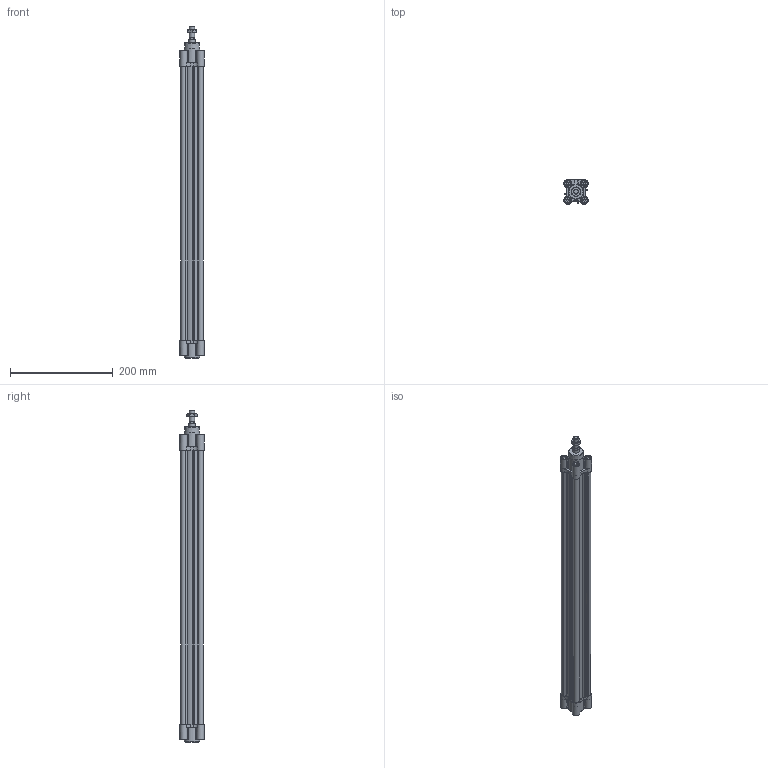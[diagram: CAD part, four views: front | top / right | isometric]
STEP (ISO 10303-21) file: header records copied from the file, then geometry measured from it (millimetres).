
FILE_DESCRIPTION(/* description */ ('STEP AP214'),/* implementation_level */ '2;1');
FILE_NAME(/* name */ 'MCQI3-11-32-500M',/* time_stamp */ '2024-06-20T20:30:55+02:00',/* author */ ('License CC BY-ND 4.0'),/* organization */ ('CADENAS'),/* preprocessor_version */ 'ST-DEVELOPER v19.3',/* originating_system */ 'PARTsolutions',/* authorisation */ ' ');
FILE_SCHEMA (('AUTOMOTIVE_DESIGN {1 0 10303 214 3 1 1}'));
Length unit declared in the file: millimetre
Products named in the file (4): MCQI3-11-32-500M; MCQI3-11-32-500M_(0_0)_body; MCQI3-11-32-500M(_0_0)_rod; MCQI332(-n)
Assembly tree (3 placements, depth 2):
  MCQI3-11-32-500M
    MCQI3-11-32-500M_(0_0)_body
    MCQI3-11-32-500M(_0_0)_rod
    MCQI332(-n)
Bounding box: 47 x 47 x 646 mm (x, y, z)
Volume: 534181.8 mm3; surface area: 238356.2 mm2
Topology: 3 solids, 3 shells, 440 faces, 1109 edges, 704 vertices
Faces by surface type: plane 258, cylinder 154, cone 26, torus 2
Full cylindrical faces by diameter (mm): 4.917 x8, 7 x2, 7.9 x2, 8.566 x2, 8.647 x1, 10 x1, 10.6 x8, 11.2 x8, 12 x2, 30 x2, 32 x2
Entity records: 15820 total; most frequent: DIRECTION 2353, CARTESIAN_POINT 2303, ORIENTED_EDGE 2094, EDGE_CURVE 1047, AXIS2_PLACEMENT_3D 897, VERTEX_POINT 696, LINE 559, VECTOR 559
